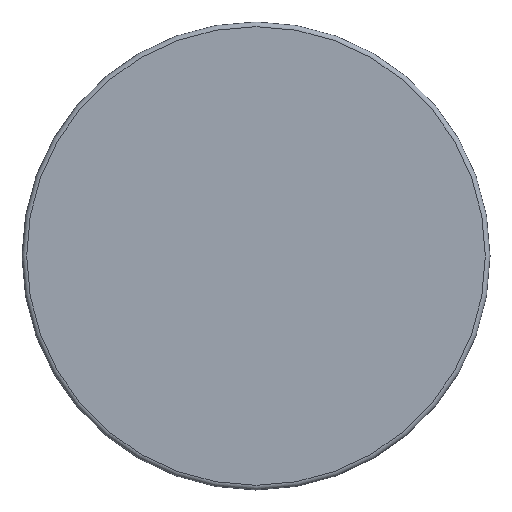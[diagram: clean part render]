
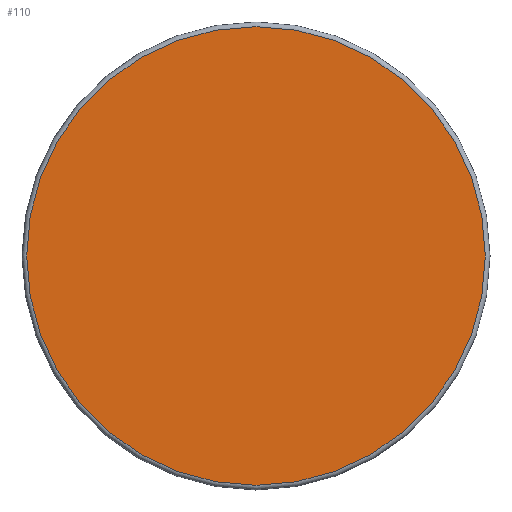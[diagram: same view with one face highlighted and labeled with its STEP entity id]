
A CAD part, front view. The second image highlights one B-rep face of the part: STEP entity #110.
In plain terms, the highlighted planar face has unit normal (0, -1, 0).
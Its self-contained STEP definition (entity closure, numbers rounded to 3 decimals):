
#27=PLANE('',#142);
#34=FACE_OUTER_BOUND('',#42,.T.);
#42=EDGE_LOOP('',(#96));
#53=CIRCLE('',#137,4.9);
#63=VERTEX_POINT('',#206);
#72=EDGE_CURVE('',#63,#63,#53,.T.);
#96=ORIENTED_EDGE('',*,*,#72,.F.);
#110=ADVANCED_FACE('',(#34),#27,.F.);
#137=AXIS2_PLACEMENT_3D('',#208,#169,#170);
#142=AXIS2_PLACEMENT_3D('',#216,#180,#181);
#169=DIRECTION('center_axis',(0.,1.,0.));
#170=DIRECTION('ref_axis',(1.,0.,0.));
#180=DIRECTION('center_axis',(0.,1.,0.));
#181=DIRECTION('ref_axis',(1.,0.,0.));
#206=CARTESIAN_POINT('',(0.,0.,-4.9));
#208=CARTESIAN_POINT('Origin',(0.,0.,0.));
#216=CARTESIAN_POINT('Origin',(0.,0.,0.));
